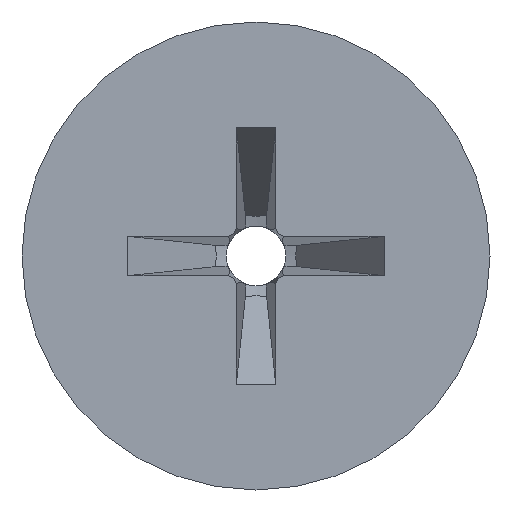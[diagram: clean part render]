
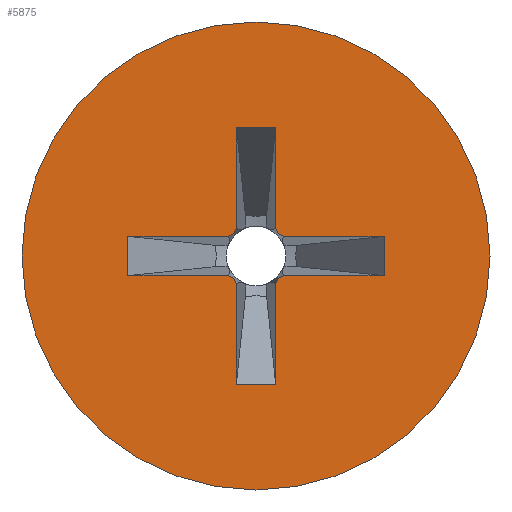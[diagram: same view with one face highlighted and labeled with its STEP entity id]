
A CAD part, left-side view. The second image highlights one B-rep face of the part: STEP entity #5875.
In plain terms, the highlighted planar face has unit normal (-1, 0, 0).
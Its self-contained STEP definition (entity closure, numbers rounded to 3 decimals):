
#115=CARTESIAN_POINT('',(0.,0.,0.));
#116=DIRECTION('',(-1.,0.,0.));
#117=DIRECTION('',(0.,1.,0.));
#118=AXIS2_PLACEMENT_3D('',#115,#116,#117);
#120=CARTESIAN_POINT('',(0.,0.,0.));
#121=DIRECTION('',(1.,0.,0.));
#122=DIRECTION('',(0.,1.,0.));
#123=AXIS2_PLACEMENT_3D('',#120,#121,#122);
#125=DIRECTION('',(0.,0.423,-0.906));
#126=VECTOR('',#125,0.102);
#127=CARTESIAN_POINT('',(0.,-0.396,-0.396));
#128=LINE('',#127,#126);
#129=DIRECTION('',(0.,0.906,-0.423));
#130=VECTOR('',#129,0.102);
#131=CARTESIAN_POINT('',(0.,-0.488,-0.353));
#132=LINE('',#131,#130);
#133=DIRECTION('',(0.,1.,0.));
#134=VECTOR('',#133,1.812);
#135=CARTESIAN_POINT('',(0.,-2.3,-0.353));
#136=LINE('',#135,#134);
#137=DIRECTION('',(0.,0.,-1.));
#138=VECTOR('',#137,0.705);
#139=CARTESIAN_POINT('',(0.,-2.3,0.353));
#140=LINE('',#139,#138);
#141=DIRECTION('',(0.,1.,0.));
#142=VECTOR('',#141,1.812);
#143=CARTESIAN_POINT('',(0.,-2.3,0.353));
#144=LINE('',#143,#142);
#145=DIRECTION('',(0.,0.906,0.423));
#146=VECTOR('',#145,0.102);
#147=CARTESIAN_POINT('',(0.,-0.488,0.353));
#148=LINE('',#147,#146);
#149=DIRECTION('',(0.,-0.423,-0.906));
#150=VECTOR('',#149,0.102);
#151=CARTESIAN_POINT('',(0.,-0.353,0.488));
#152=LINE('',#151,#150);
#153=DIRECTION('',(0.,0.,-1.));
#154=VECTOR('',#153,1.812);
#155=CARTESIAN_POINT('',(0.,-0.353,2.3));
#156=LINE('',#155,#154);
#157=DIRECTION('',(0.,1.,0.));
#158=VECTOR('',#157,0.705);
#159=CARTESIAN_POINT('',(0.,-0.353,2.3));
#160=LINE('',#159,#158);
#161=DIRECTION('',(0.,0.,-1.));
#162=VECTOR('',#161,1.812);
#163=CARTESIAN_POINT('',(0.,0.353,2.3));
#164=LINE('',#163,#162);
#165=DIRECTION('',(0.,0.423,-0.906));
#166=VECTOR('',#165,0.102);
#167=CARTESIAN_POINT('',(0.,0.353,0.488));
#168=LINE('',#167,#166);
#169=DIRECTION('',(0.,0.906,-0.423));
#170=VECTOR('',#169,0.102);
#171=CARTESIAN_POINT('',(0.,0.396,0.396));
#172=LINE('',#171,#170);
#173=DIRECTION('',(0.,1.,0.));
#174=VECTOR('',#173,1.812);
#175=CARTESIAN_POINT('',(0.,0.488,0.353));
#176=LINE('',#175,#174);
#177=DIRECTION('',(0.,0.,-1.));
#178=VECTOR('',#177,0.705);
#179=CARTESIAN_POINT('',(0.,2.3,0.353));
#180=LINE('',#179,#178);
#181=DIRECTION('',(0.,1.,0.));
#182=VECTOR('',#181,1.812);
#183=CARTESIAN_POINT('',(0.,0.488,-0.353));
#184=LINE('',#183,#182);
#185=DIRECTION('',(0.,0.906,0.423));
#186=VECTOR('',#185,0.102);
#187=CARTESIAN_POINT('',(0.,0.396,-0.396));
#188=LINE('',#187,#186);
#189=DIRECTION('',(0.,-0.423,-0.906));
#190=VECTOR('',#189,0.102);
#191=CARTESIAN_POINT('',(0.,0.396,-0.396));
#192=LINE('',#191,#190);
#193=DIRECTION('',(0.,0.,-1.));
#194=VECTOR('',#193,1.812);
#195=CARTESIAN_POINT('',(0.,0.353,-0.488));
#196=LINE('',#195,#194);
#197=DIRECTION('',(0.,1.,0.));
#198=VECTOR('',#197,0.705);
#199=CARTESIAN_POINT('',(0.,-0.353,-2.3));
#200=LINE('',#199,#198);
#201=DIRECTION('',(0.,0.,-1.));
#202=VECTOR('',#201,1.812);
#203=CARTESIAN_POINT('',(0.,-0.353,-0.488));
#204=LINE('',#203,#202);
#5679=CARTESIAN_POINT('',(0.,4.2,0.));
#5681=VERTEX_POINT('',#5679);
#5683=CARTESIAN_POINT('',(0.,-4.2,0.));
#5685=VERTEX_POINT('',#5683);
#5750=CARTESIAN_POINT('',(0.,-0.396,-0.396));
#5751=CARTESIAN_POINT('',(0.,-0.353,-0.488));
#5752=VERTEX_POINT('',#5750);
#5753=VERTEX_POINT('',#5751);
#5754=CARTESIAN_POINT('',(0.,-0.488,-0.353));
#5755=VERTEX_POINT('',#5754);
#5756=CARTESIAN_POINT('',(0.,-2.3,-0.353));
#5757=VERTEX_POINT('',#5756);
#5758=CARTESIAN_POINT('',(0.,-2.3,0.353));
#5759=VERTEX_POINT('',#5758);
#5760=CARTESIAN_POINT('',(0.,-0.488,0.353));
#5761=VERTEX_POINT('',#5760);
#5762=CARTESIAN_POINT('',(0.,-0.396,0.396));
#5763=VERTEX_POINT('',#5762);
#5764=CARTESIAN_POINT('',(0.,-0.353,0.488));
#5765=VERTEX_POINT('',#5764);
#5766=CARTESIAN_POINT('',(0.,-0.353,2.3));
#5767=VERTEX_POINT('',#5766);
#5768=CARTESIAN_POINT('',(0.,0.353,2.3));
#5769=VERTEX_POINT('',#5768);
#5770=CARTESIAN_POINT('',(0.,0.353,0.488));
#5771=VERTEX_POINT('',#5770);
#5772=CARTESIAN_POINT('',(0.,0.396,0.396));
#5773=VERTEX_POINT('',#5772);
#5774=CARTESIAN_POINT('',(0.,0.488,0.353));
#5775=VERTEX_POINT('',#5774);
#5776=CARTESIAN_POINT('',(0.,2.3,0.353));
#5777=VERTEX_POINT('',#5776);
#5778=CARTESIAN_POINT('',(0.,2.3,-0.353));
#5779=VERTEX_POINT('',#5778);
#5780=CARTESIAN_POINT('',(0.,0.488,-0.353));
#5781=VERTEX_POINT('',#5780);
#5782=CARTESIAN_POINT('',(0.,0.396,-0.396));
#5783=VERTEX_POINT('',#5782);
#5784=CARTESIAN_POINT('',(0.,0.353,-0.488));
#5785=VERTEX_POINT('',#5784);
#5786=CARTESIAN_POINT('',(0.,0.353,-2.3));
#5787=VERTEX_POINT('',#5786);
#5788=CARTESIAN_POINT('',(0.,-0.353,-2.3));
#5789=VERTEX_POINT('',#5788);
#5822=CARTESIAN_POINT('',(0.,0.,0.));
#5823=DIRECTION('',(1.,0.,0.));
#5824=DIRECTION('',(0.,-1.,0.));
#5825=AXIS2_PLACEMENT_3D('',#5822,#5823,#5824);
#5826=PLANE('',#5825);
#5828=ORIENTED_EDGE('',*,*,#5827,.F.);
#5830=ORIENTED_EDGE('',*,*,#5829,.T.);
#5831=EDGE_LOOP('',(#5828,#5830));
#5832=FACE_OUTER_BOUND('',#5831,.F.);
#5834=ORIENTED_EDGE('',*,*,#5833,.F.);
#5836=ORIENTED_EDGE('',*,*,#5835,.F.);
#5838=ORIENTED_EDGE('',*,*,#5837,.F.);
#5840=ORIENTED_EDGE('',*,*,#5839,.F.);
#5842=ORIENTED_EDGE('',*,*,#5841,.T.);
#5844=ORIENTED_EDGE('',*,*,#5843,.T.);
#5846=ORIENTED_EDGE('',*,*,#5845,.F.);
#5848=ORIENTED_EDGE('',*,*,#5847,.F.);
#5850=ORIENTED_EDGE('',*,*,#5849,.T.);
#5852=ORIENTED_EDGE('',*,*,#5851,.T.);
#5854=ORIENTED_EDGE('',*,*,#5853,.T.);
#5856=ORIENTED_EDGE('',*,*,#5855,.T.);
#5858=ORIENTED_EDGE('',*,*,#5857,.T.);
#5860=ORIENTED_EDGE('',*,*,#5859,.T.);
#5862=ORIENTED_EDGE('',*,*,#5861,.F.);
#5864=ORIENTED_EDGE('',*,*,#5863,.F.);
#5866=ORIENTED_EDGE('',*,*,#5865,.T.);
#5868=ORIENTED_EDGE('',*,*,#5867,.T.);
#5870=ORIENTED_EDGE('',*,*,#5869,.F.);
#5872=ORIENTED_EDGE('',*,*,#5871,.F.);
#5873=EDGE_LOOP('',(#5834,#5836,#5838,#5840,#5842,#5844,#5846,#5848,#5850,#5852,
#5854,#5856,#5858,#5860,#5862,#5864,#5866,#5868,#5870,#5872));
#5874=FACE_BOUND('',#5873,.F.);
#119=CIRCLE('',#118,4.2);
#124=CIRCLE('',#123,4.2);
#5827=EDGE_CURVE('',#5681,#5685,#119,.T.);
#5829=EDGE_CURVE('',#5681,#5685,#124,.T.);
#5833=EDGE_CURVE('',#5752,#5753,#128,.T.);
#5835=EDGE_CURVE('',#5755,#5752,#132,.T.);
#5837=EDGE_CURVE('',#5757,#5755,#136,.T.);
#5839=EDGE_CURVE('',#5759,#5757,#140,.T.);
#5841=EDGE_CURVE('',#5759,#5761,#144,.T.);
#5843=EDGE_CURVE('',#5761,#5763,#148,.T.);
#5845=EDGE_CURVE('',#5765,#5763,#152,.T.);
#5847=EDGE_CURVE('',#5767,#5765,#156,.T.);
#5849=EDGE_CURVE('',#5767,#5769,#160,.T.);
#5851=EDGE_CURVE('',#5769,#5771,#164,.T.);
#5853=EDGE_CURVE('',#5771,#5773,#168,.T.);
#5855=EDGE_CURVE('',#5773,#5775,#172,.T.);
#5857=EDGE_CURVE('',#5775,#5777,#176,.T.);
#5859=EDGE_CURVE('',#5777,#5779,#180,.T.);
#5861=EDGE_CURVE('',#5781,#5779,#184,.T.);
#5863=EDGE_CURVE('',#5783,#5781,#188,.T.);
#5865=EDGE_CURVE('',#5783,#5785,#192,.T.);
#5867=EDGE_CURVE('',#5785,#5787,#196,.T.);
#5869=EDGE_CURVE('',#5789,#5787,#200,.T.);
#5871=EDGE_CURVE('',#5753,#5789,#204,.T.);
#5875=ADVANCED_FACE('',(#5832,#5874),#5826,.F.);
